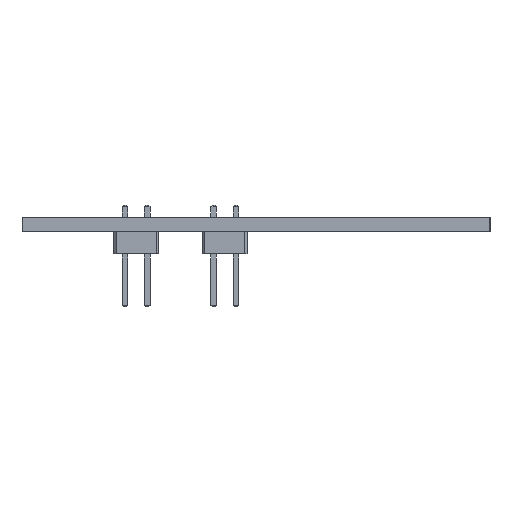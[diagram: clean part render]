
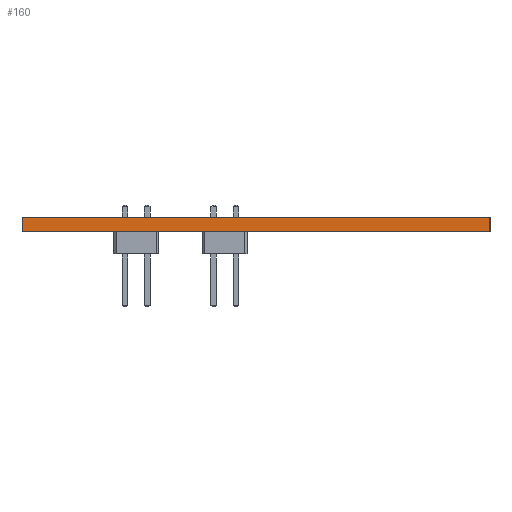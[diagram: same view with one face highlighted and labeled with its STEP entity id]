
A CAD part, left-side view. The second image highlights one B-rep face of the part: STEP entity #160.
In plain terms, the highlighted planar face has unit normal (-1, 0, 0).
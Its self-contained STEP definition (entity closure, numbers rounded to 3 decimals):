
#104 = VERTEX_POINT('',#105);
#105 = CARTESIAN_POINT('',(103.378,-121.666,-1.6));
#111 = EDGE_CURVE('',#112,#104,#114,.T.);
#112 = VERTEX_POINT('',#113);
#113 = CARTESIAN_POINT('',(103.378,-121.666,0.));
#114 = LINE('',#115,#116);
#115 = CARTESIAN_POINT('',(103.378,-121.666,0.));
#116 = VECTOR('',#117,1.);
#117 = DIRECTION('',(0.,0.,-1.));
#160 = ADVANCED_FACE('',(#161),#186,.F.);
#161 = FACE_BOUND('',#162,.F.);
#162 = EDGE_LOOP('',(#163,#164,#172,#180));
#163 = ORIENTED_EDGE('',*,*,#111,.T.);
#164 = ORIENTED_EDGE('',*,*,#165,.T.);
#165 = EDGE_CURVE('',#104,#166,#168,.T.);
#166 = VERTEX_POINT('',#167);
#167 = CARTESIAN_POINT('',(103.378,-68.326,-1.6));
#168 = LINE('',#169,#170);
#169 = CARTESIAN_POINT('',(103.378,-121.666,-1.6));
#170 = VECTOR('',#171,1.);
#171 = DIRECTION('',(0.,1.,0.));
#172 = ORIENTED_EDGE('',*,*,#173,.F.);
#173 = EDGE_CURVE('',#174,#166,#176,.T.);
#174 = VERTEX_POINT('',#175);
#175 = CARTESIAN_POINT('',(103.378,-68.326,0.));
#176 = LINE('',#177,#178);
#177 = CARTESIAN_POINT('',(103.378,-68.326,0.));
#178 = VECTOR('',#179,1.);
#179 = DIRECTION('',(0.,0.,-1.));
#180 = ORIENTED_EDGE('',*,*,#181,.F.);
#181 = EDGE_CURVE('',#112,#174,#182,.T.);
#182 = LINE('',#183,#184);
#183 = CARTESIAN_POINT('',(103.378,-121.666,0.));
#184 = VECTOR('',#185,1.);
#185 = DIRECTION('',(0.,1.,0.));
#186 = PLANE('',#187);
#187 = AXIS2_PLACEMENT_3D('',#188,#189,#190);
#188 = CARTESIAN_POINT('',(103.378,-121.666,0.));
#189 = DIRECTION('',(1.,-0.,0.));
#190 = DIRECTION('',(0.,1.,0.));
